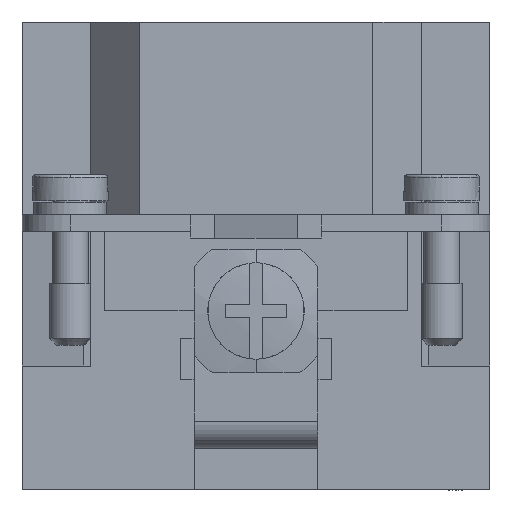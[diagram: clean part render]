
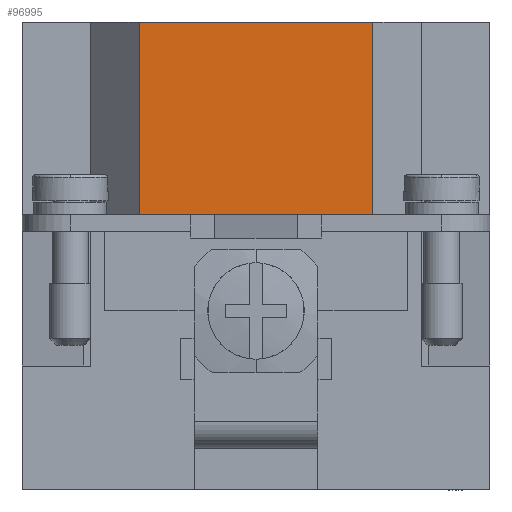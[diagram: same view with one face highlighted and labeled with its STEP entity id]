
A CAD part, left-side view. The second image highlights one B-rep face of the part: STEP entity #96995.
In plain terms, the highlighted planar face has unit normal (-1, 0, 0).
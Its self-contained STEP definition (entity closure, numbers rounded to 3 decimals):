
#94678=CARTESIAN_POINT('',(-41.75,8.5,14.));
#94679=VERTEX_POINT('',#94678);
#94686=CARTESIAN_POINT('',(-41.75,-8.5,14.));
#94687=VERTEX_POINT('',#94686);
#94688=CARTESIAN_POINT('',(-41.75,-8.5,14.));
#94689=DIRECTION('',(0.0,1.0,0.0));
#94690=VECTOR('',#94689,17.);
#94691=LINE('',#94688,#94690);
#94692=EDGE_CURVE('',#94687,#94679,#94691,.T.);
#95967=CARTESIAN_POINT('',(-41.75,-8.5,0.0));
#95968=VERTEX_POINT('',#95967);
#95975=CARTESIAN_POINT('',(-41.75,8.5,0.0));
#95976=VERTEX_POINT('',#95975);
#95977=CARTESIAN_POINT('',(-41.75,-8.5,0.0));
#95978=DIRECTION('',(0.0,1.0,0.0));
#95979=VECTOR('',#95978,17.);
#95980=LINE('',#95977,#95979);
#95981=EDGE_CURVE('',#95968,#95976,#95980,.T.);
#96814=CARTESIAN_POINT('',(-41.75,8.5,0.0));
#96815=DIRECTION('',(0.0,0.0,1.0));
#96816=VECTOR('',#96815,14.);
#96817=LINE('',#96814,#96816);
#96818=EDGE_CURVE('',#95976,#94679,#96817,.T.);
#96973=CARTESIAN_POINT('',(-41.75,-8.5,0.0));
#96974=DIRECTION('',(0.0,0.0,1.0));
#96975=VECTOR('',#96974,14.);
#96976=LINE('',#96973,#96975);
#96977=EDGE_CURVE('',#95968,#94687,#96976,.T.);
#96984=CARTESIAN_POINT('',(-41.75,-8.5,0.0));
#96985=DIRECTION('',(-1.0,0.0,0.0));
#96986=DIRECTION('',(0.0,0.0,1.0));
#96987=AXIS2_PLACEMENT_3D('',#96984,#96985,#96986);
#96988=PLANE('',#96987);
#96989=ORIENTED_EDGE('',*,*,#94692,.T.);
#96990=ORIENTED_EDGE('',*,*,#96818,.F.);
#96991=ORIENTED_EDGE('',*,*,#95981,.F.);
#96992=ORIENTED_EDGE('',*,*,#96977,.T.);
#96993=EDGE_LOOP('',(#96989,#96990,#96991,#96992));
#96994=FACE_OUTER_BOUND('',#96993,.T.);
#96995=ADVANCED_FACE('',(#96994),#96988,.T.);
